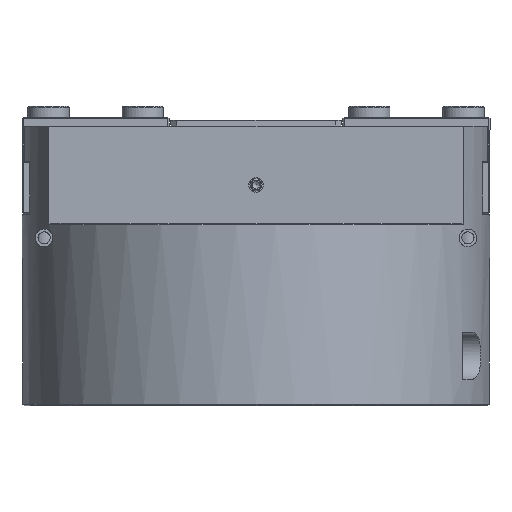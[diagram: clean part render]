
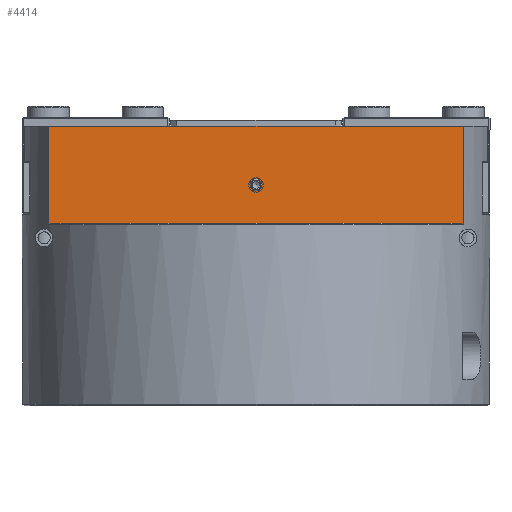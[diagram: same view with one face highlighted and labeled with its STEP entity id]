
A CAD part, front view. The second image highlights one B-rep face of the part: STEP entity #4414.
In plain terms, the highlighted planar face has unit normal (0, -1, 0).
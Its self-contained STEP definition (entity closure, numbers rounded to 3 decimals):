
#241=FACE_BOUND('',#997,.T.);
#274=(
BOUNDED_CURVE()
B_SPLINE_CURVE(2,(#7000,#7001,#7002),.UNSPECIFIED.,.F.,.F.)
B_SPLINE_CURVE_WITH_KNOTS((3,3),(0.,0.075),.UNSPECIFIED.)
CURVE()
GEOMETRIC_REPRESENTATION_ITEM()
RATIONAL_B_SPLINE_CURVE((1.,1.,1.))
REPRESENTATION_ITEM('')
);
#275=(
BOUNDED_CURVE()
B_SPLINE_CURVE(2,(#7005,#7006,#7007),.UNSPECIFIED.,.F.,.F.)
B_SPLINE_CURVE_WITH_KNOTS((3,3),(0.,0.075),.UNSPECIFIED.)
CURVE()
GEOMETRIC_REPRESENTATION_ITEM()
RATIONAL_B_SPLINE_CURVE((1.,1.,1.))
REPRESENTATION_ITEM('')
);
#397=CIRCLE('',#4879,2.067);
#398=CIRCLE('',#4880,2.067);
#713=FACE_OUTER_BOUND('',#996,.T.);
#996=EDGE_LOOP('',(#3565,#3566,#3567,#3568,#3569,#3570));
#997=EDGE_LOOP('',(#3571,#3572));
#1201=LINE('',#6827,#1542);
#1202=LINE('',#6831,#1543);
#1211=LINE('',#7009,#1552);
#1298=LINE('',#7592,#1639);
#1542=VECTOR('',#5371,10.);
#1543=VECTOR('',#5374,10.);
#1552=VECTOR('',#5421,10.);
#1639=VECTOR('',#5936,10.);
#1902=VERTEX_POINT('',#6824);
#1903=VERTEX_POINT('',#6826);
#1904=VERTEX_POINT('',#6828);
#1905=VERTEX_POINT('',#6830);
#1933=VERTEX_POINT('',#6999);
#1934=VERTEX_POINT('',#7003);
#2016=VERTEX_POINT('',#7409);
#2017=VERTEX_POINT('',#7410);
#2356=EDGE_CURVE('',#1902,#1903,#1201,.T.);
#2358=EDGE_CURVE('',#1904,#1905,#1202,.T.);
#2389=EDGE_CURVE('',#1903,#1933,#274,.F.);
#2391=EDGE_CURVE('',#1934,#1904,#275,.F.);
#2392=EDGE_CURVE('',#1933,#1934,#1211,.T.);
#2521=EDGE_CURVE('',#2016,#2017,#397,.T.);
#2522=EDGE_CURVE('',#2017,#2016,#398,.T.);
#2604=EDGE_CURVE('',#1905,#1902,#1298,.T.);
#3565=ORIENTED_EDGE('',*,*,#2358,.F.);
#3566=ORIENTED_EDGE('',*,*,#2391,.F.);
#3567=ORIENTED_EDGE('',*,*,#2392,.F.);
#3568=ORIENTED_EDGE('',*,*,#2389,.F.);
#3569=ORIENTED_EDGE('',*,*,#2356,.F.);
#3570=ORIENTED_EDGE('',*,*,#2604,.F.);
#3571=ORIENTED_EDGE('',*,*,#2521,.T.);
#3572=ORIENTED_EDGE('',*,*,#2522,.T.);
#4216=PLANE('',#4972);
#4414=ADVANCED_FACE('',(#713,#241),#4216,.F.);
#4879=AXIS2_PLACEMENT_3D('',#7411,#5714,#5715);
#4880=AXIS2_PLACEMENT_3D('',#7412,#5716,#5717);
#4972=AXIS2_PLACEMENT_3D('',#7591,#5934,#5935);
#5371=DIRECTION('',(0.,0.,-1.));
#5374=DIRECTION('',(0.,0.,1.));
#5421=DIRECTION('',(-1.,0.,0.));
#5714=DIRECTION('center_axis',(0.,1.,0.));
#5715=DIRECTION('ref_axis',(1.,0.,0.));
#5716=DIRECTION('center_axis',(0.,1.,0.));
#5717=DIRECTION('ref_axis',(1.,0.,0.));
#5934=DIRECTION('center_axis',(0.,1.,0.));
#5935=DIRECTION('ref_axis',(0.,0.,1.));
#5936=DIRECTION('',(1.,0.,0.));
#6824=CARTESIAN_POINT('',(70.365,-37.,95.));
#6826=CARTESIAN_POINT('',(70.365,-37.,61.5));
#6827=CARTESIAN_POINT('',(70.365,-37.,0.));
#6828=CARTESIAN_POINT('',(-70.365,-37.,61.5));
#6830=CARTESIAN_POINT('',(-70.365,-37.,95.));
#6831=CARTESIAN_POINT('',(-70.365,-37.,0.));
#6999=CARTESIAN_POINT('',(69.8,-37.,62.));
#7000=CARTESIAN_POINT('Ctrl Pts',(69.8,-37.,62.));
#7001=CARTESIAN_POINT('Ctrl Pts',(70.082,-37.,61.751));
#7002=CARTESIAN_POINT('Ctrl Pts',(70.365,-37.,61.5));
#7003=CARTESIAN_POINT('',(-69.8,-37.,62.));
#7005=CARTESIAN_POINT('Ctrl Pts',(-70.365,-37.,61.5));
#7006=CARTESIAN_POINT('Ctrl Pts',(-70.082,-37.,61.751));
#7007=CARTESIAN_POINT('Ctrl Pts',(-69.8,-37.,62.));
#7009=CARTESIAN_POINT('',(0.,-37.,62.));
#7409=CARTESIAN_POINT('',(2.067,-37.,75.));
#7410=CARTESIAN_POINT('',(-2.067,-37.,75.));
#7411=CARTESIAN_POINT('Origin',(0.,-37.,75.));
#7412=CARTESIAN_POINT('Origin',(0.,-37.,75.));
#7591=CARTESIAN_POINT('Origin',(0.,-37.,62.));
#7592=CARTESIAN_POINT('',(0.,-37.,95.));
